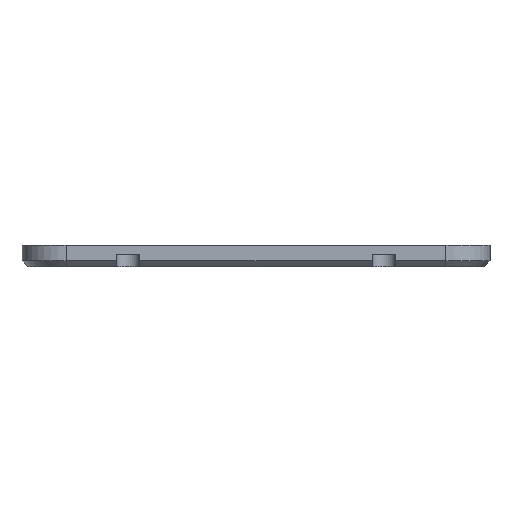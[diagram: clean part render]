
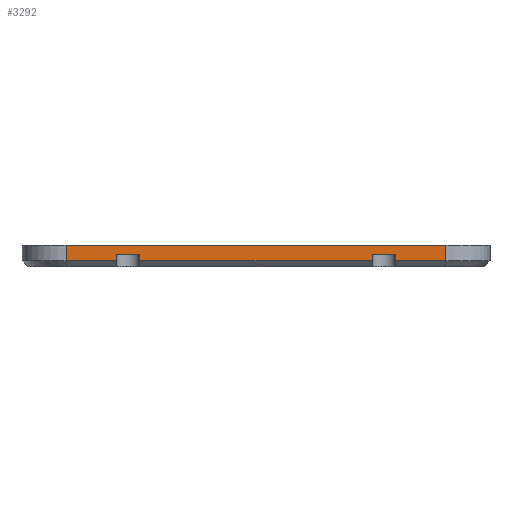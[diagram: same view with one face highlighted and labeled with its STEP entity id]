
A CAD part, left-side view. The second image highlights one B-rep face of the part: STEP entity #3292.
In plain terms, the highlighted planar face has unit normal (-1, 0, 0).
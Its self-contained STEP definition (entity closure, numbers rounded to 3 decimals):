
#425=FACE_OUTER_BOUND('',#610,.T.);
#610=EDGE_LOOP('',(#2832,#2833,#2834,#2835,#2836,#2837,#2838,#2839,#2840,
#2841,#2842,#2843));
#858=LINE('',#5238,#1189);
#863=LINE('',#5253,#1194);
#867=LINE('',#5259,#1198);
#920=LINE('',#5395,#1251);
#925=LINE('',#5406,#1256);
#930=LINE('',#5418,#1261);
#954=LINE('',#5464,#1285);
#957=LINE('',#5469,#1288);
#961=LINE('',#5476,#1292);
#967=LINE('',#5521,#1298);
#968=LINE('',#5523,#1299);
#969=LINE('',#5524,#1300);
#1189=VECTOR('',#4275,10.);
#1194=VECTOR('',#4288,10.);
#1198=VECTOR('',#4294,10.);
#1251=VECTOR('',#4417,10.);
#1256=VECTOR('',#4424,10.);
#1261=VECTOR('',#4437,10.);
#1285=VECTOR('',#4481,10.);
#1288=VECTOR('',#4486,10.);
#1292=VECTOR('',#4492,10.);
#1298=VECTOR('',#4558,10.);
#1299=VECTOR('',#4559,10.);
#1300=VECTOR('',#4560,10.);
#1521=VERTEX_POINT('',#5234);
#1523=VERTEX_POINT('',#5237);
#1528=VERTEX_POINT('',#5251);
#1529=VERTEX_POINT('',#5252);
#1577=VERTEX_POINT('',#5393);
#1578=VERTEX_POINT('',#5394);
#1582=VERTEX_POINT('',#5404);
#1583=VERTEX_POINT('',#5405);
#1598=VERTEX_POINT('',#5463);
#1601=VERTEX_POINT('',#5474);
#1610=VERTEX_POINT('',#5520);
#1611=VERTEX_POINT('',#5522);
#1932=EDGE_CURVE('',#1523,#1521,#858,.T.);
#1939=EDGE_CURVE('',#1528,#1529,#863,.T.);
#1943=EDGE_CURVE('',#1529,#1523,#867,.T.);
#2008=EDGE_CURVE('',#1577,#1578,#920,.T.);
#2013=EDGE_CURVE('',#1582,#1583,#925,.T.);
#2020=EDGE_CURVE('',#1583,#1577,#930,.T.);
#2044=EDGE_CURVE('',#1582,#1598,#954,.T.);
#2047=EDGE_CURVE('',#1528,#1578,#957,.T.);
#2051=EDGE_CURVE('',#1601,#1521,#961,.T.);
#2073=EDGE_CURVE('',#1610,#1601,#967,.T.);
#2074=EDGE_CURVE('',#1611,#1610,#968,.T.);
#2075=EDGE_CURVE('',#1611,#1598,#969,.T.);
#2832=ORIENTED_EDGE('',*,*,#1932,.T.);
#2833=ORIENTED_EDGE('',*,*,#2051,.F.);
#2834=ORIENTED_EDGE('',*,*,#2073,.F.);
#2835=ORIENTED_EDGE('',*,*,#2074,.F.);
#2836=ORIENTED_EDGE('',*,*,#2075,.T.);
#2837=ORIENTED_EDGE('',*,*,#2044,.F.);
#2838=ORIENTED_EDGE('',*,*,#2013,.T.);
#2839=ORIENTED_EDGE('',*,*,#2020,.T.);
#2840=ORIENTED_EDGE('',*,*,#2008,.T.);
#2841=ORIENTED_EDGE('',*,*,#2047,.F.);
#2842=ORIENTED_EDGE('',*,*,#1939,.T.);
#2843=ORIENTED_EDGE('',*,*,#1943,.T.);
#3121=PLANE('',#3615);
#3292=ADVANCED_FACE('',(#425),#3121,.T.);
#3615=AXIS2_PLACEMENT_3D('',#5519,#4556,#4557);
#4275=DIRECTION('',(0.,0.,-1.));
#4288=DIRECTION('',(0.,0.,1.));
#4294=DIRECTION('',(0.,-1.,0.));
#4417=DIRECTION('',(0.,0.,-1.));
#4424=DIRECTION('',(0.,0.,1.));
#4437=DIRECTION('',(0.,-1.,0.));
#4481=DIRECTION('',(0.,1.,0.));
#4486=DIRECTION('',(0.,1.,0.));
#4492=DIRECTION('',(0.,1.,0.));
#4556=DIRECTION('center_axis',(-1.,0.,0.));
#4557=DIRECTION('ref_axis',(0.,1.,0.));
#4558=DIRECTION('',(0.,0.,-1.));
#4559=DIRECTION('',(0.,-1.,0.));
#4560=DIRECTION('',(0.,0.,-1.));
#5234=CARTESIAN_POINT('',(-78.15,-23.75,-2.6));
#5237=CARTESIAN_POINT('',(-78.15,-23.75,-1.6));
#5238=CARTESIAN_POINT('',(-78.15,-23.75,-1.8));
#5251=CARTESIAN_POINT('',(-78.15,-19.75,-2.6));
#5252=CARTESIAN_POINT('',(-78.15,-19.75,-1.6));
#5253=CARTESIAN_POINT('',(-78.15,-19.75,-1.8));
#5259=CARTESIAN_POINT('',(-78.15,-16.125,-1.6));
#5393=CARTESIAN_POINT('',(-78.15,19.75,-1.6));
#5394=CARTESIAN_POINT('',(-78.15,19.75,-2.6));
#5395=CARTESIAN_POINT('',(-78.15,19.75,-1.8));
#5404=CARTESIAN_POINT('',(-78.15,23.75,-2.6));
#5405=CARTESIAN_POINT('',(-78.15,23.75,-1.6));
#5406=CARTESIAN_POINT('',(-78.15,23.75,-1.8));
#5418=CARTESIAN_POINT('',(-78.15,-16.125,-1.6));
#5463=CARTESIAN_POINT('',(-78.15,32.25,-2.6));
#5464=CARTESIAN_POINT('',(-78.15,-16.125,-2.6));
#5469=CARTESIAN_POINT('',(-78.15,-16.125,-2.6));
#5474=CARTESIAN_POINT('',(-78.15,-32.25,-2.6));
#5476=CARTESIAN_POINT('',(-78.15,-16.125,-2.6));
#5519=CARTESIAN_POINT('Origin',(-78.15,-32.25,0.));
#5520=CARTESIAN_POINT('',(-78.15,-32.25,0.));
#5521=CARTESIAN_POINT('',(-78.15,-32.25,0.));
#5522=CARTESIAN_POINT('',(-78.15,32.25,0.));
#5523=CARTESIAN_POINT('',(-78.15,32.25,0.));
#5524=CARTESIAN_POINT('',(-78.15,32.25,0.));
